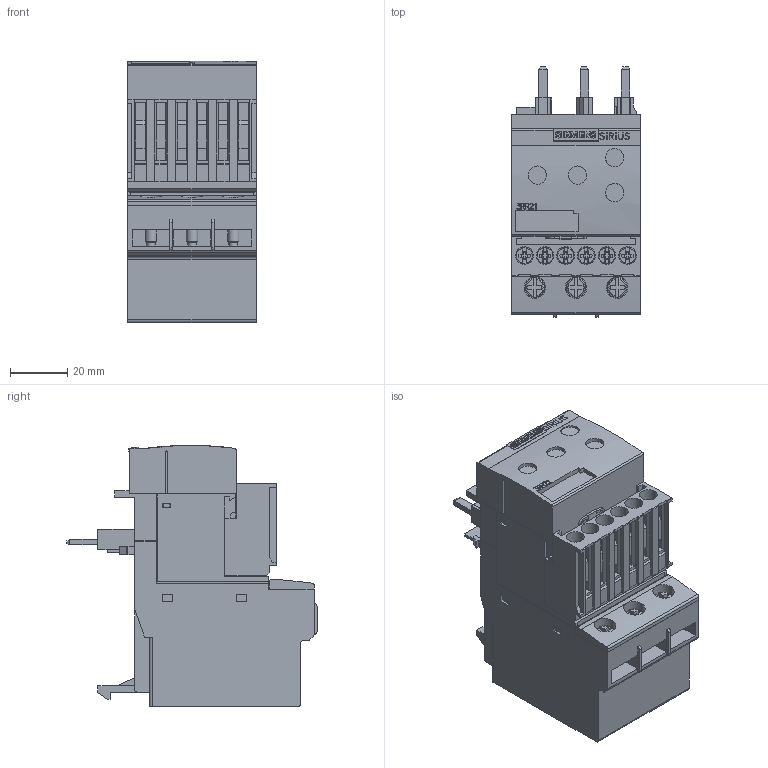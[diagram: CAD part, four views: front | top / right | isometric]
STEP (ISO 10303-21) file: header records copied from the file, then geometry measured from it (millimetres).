
FILE_DESCRIPTION(('STEP AP214'),'1');
FILE_NAME('cctmp_B8B09199-F4DC-43E7-A786-65C339168943_2023_07_21_11_03_11_0787..stp','2023-07-21T09:03:12',('SIEMENS A&D'),('CADClick - www.CADClick.com'),'Spatial InterOp 3D postprocessed',' ','unknown authorization');
FILE_SCHEMA(('AUTOMOTIVE_DESIGN'));
Length unit declared in the file: millimetre
Products named in the file (1): 2023_07_21_11_03_11_0742
Bounding box: 45 x 87.3 x 91.2 mm (x, y, z)
Volume: 194830.5 mm3; surface area: 44671.1 mm2
Topology: 1 solids, 1 shells, 1270 faces, 3619 edges, 2384 vertices
Faces by surface type: plane 1046, cylinder 152, cone 60, torus 12
Entity records: 45461 total; most frequent: CARTESIAN_POINT 8067, ORIENTED_EDGE 7238, DIRECTION 6627, EDGE_CURVE 3619, LINE 2967, VECTOR 2967, VERTEX_POINT 2384, AXIS2_PLACEMENT_3D 1830
